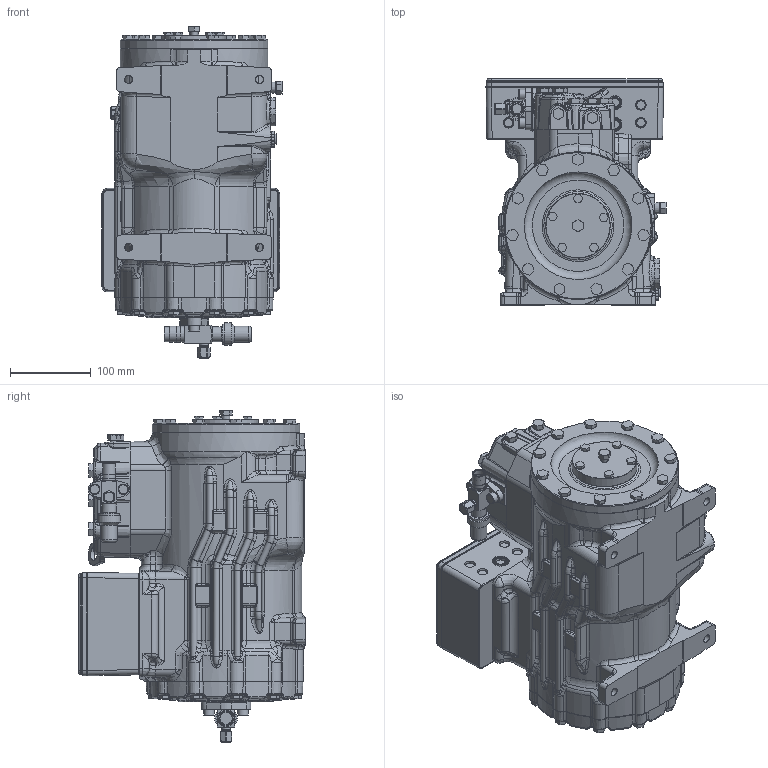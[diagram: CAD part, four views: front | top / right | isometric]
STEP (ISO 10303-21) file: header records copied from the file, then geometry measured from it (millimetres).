
FILE_DESCRIPTION (( 'STEP AP214' ), '1' );
FILE_NAME ('HG12P.STEP', '2022-07-07T09:48:54', ( '' ), ( '' ), 'SwSTEP 2.0', 'SolidWorks 2019', '' );
FILE_SCHEMA (( 'AUTOMOTIVE_DESIGN' ));
Length unit declared in the file: millimetre
Products named in the file (5): terminal box; suction valve; compressor casing; HG12P; discharge valve
Assembly tree (4 placements, depth 2):
  HG12P
    compressor casing
    terminal box
    suction valve
    discharge valve
Bounding box: 223.07 x 280.4 x 411.39 mm (x, y, z)
Volume: 13589524.5 mm3; surface area: 518628.5 mm2
Topology: 4 solids, 4 shells, 2952 faces, 7026 edges, 4139 vertices
Faces by surface type: plane 994, bspline 911, cylinder 628, cone 211, torus 189, sphere 19
Full cylindrical faces by diameter (mm): 4.1 x1, 4.2 x1, 6 x8, 6.8 x6, 8 x12, 9 x2, 10 x8, 10.72 x2, 11 x2, 12.1 x1, 12.8 x1, 13 x26, 14 x1, 15.1 x1, 15.6 x2, 16 x3, 16.1 x1, 17 x5, 18 x1, 18.3 x1, 19 x2, 19.012 x2, 19.6 x2, 20 x5, 23 x1, 24.2 x1, 25 x2, 28 x2, 80 x1, 183 x2
Entity records: 192204 total; most frequent: CARTESIAN_POINT 101135, ORIENTED_EDGE 13262, DIRECTION 10091, EDGE_CURVE 6631, VERTEX_POINT 4038, AXIS2_PLACEMENT_3D 3931, EDGE_LOOP 3317, FACE_OUTER_BOUND 3076
